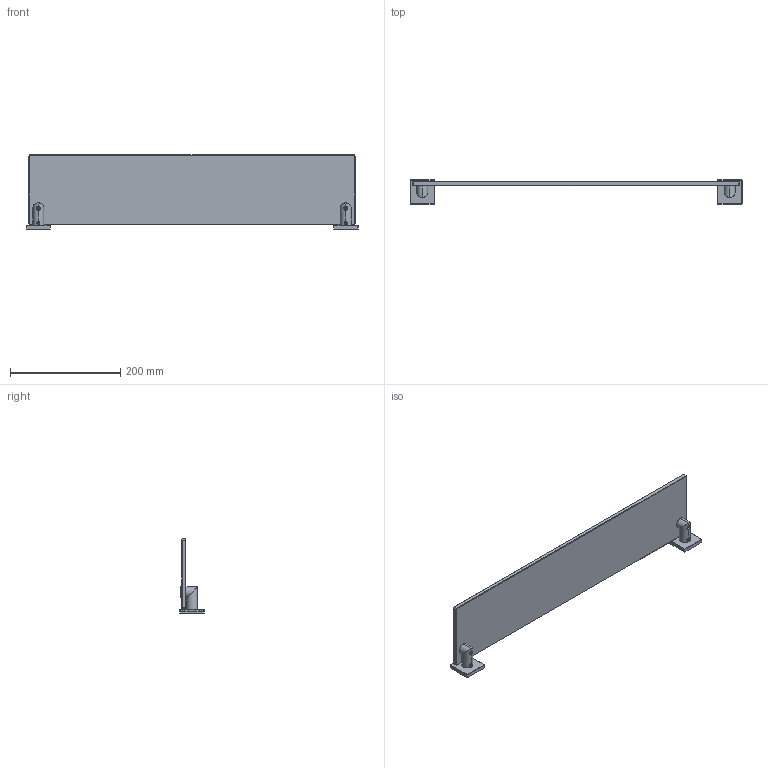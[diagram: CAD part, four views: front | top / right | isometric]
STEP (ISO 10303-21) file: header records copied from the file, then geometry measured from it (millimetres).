
FILE_DESCRIPTION((''),'2;1');
FILE_NAME('5334T-24_ASM','2015-08-13T',('rsmith'),(''),'PRO/ENGINEER BY PARAMETRIC TECHNOLOGY CORPORATION, 2013150','PRO/ENGINEER BY PARAMETRIC TECHNOLOGY CORPORATION, 2013150','');
FILE_SCHEMA(('CONFIG_CONTROL_DESIGN'));
Length unit declared in the file: inch
Products named in the file (9): 40591; 92461; 7-657; 40383; 91481; 92420; 7-672_ASM; 2834-24TSCL; 5334T-24_ASM
Assembly tree (11 placements, depth 3):
  5334T-24_ASM
    40591  x2
    92461
    7-657  x2
    7-672_ASM  x2
      40383
      91481
      92420
    2834-24TSCL
Bounding box: 603.25 x 44.45 x 134.47 mm (x, y, z)
Volume: 647413.8 mm3; surface area: 199498.9 mm2
Topology: 12 solids, 20 shells, 722 faces, 1946 edges, 1259 vertices
Faces by surface type: cylinder 427, plane 145, bspline 74, cone 48, sphere 16, torus 12
Entity records: 28060 total; most frequent: CARTESIAN_POINT 18690, ORIENTED_EDGE 2041, DIRECTION 1669, EDGE_CURVE 1048, VERTEX_POINT 679, AXIS2_PLACEMENT_3D 618, VECTOR 433, LINE 433
